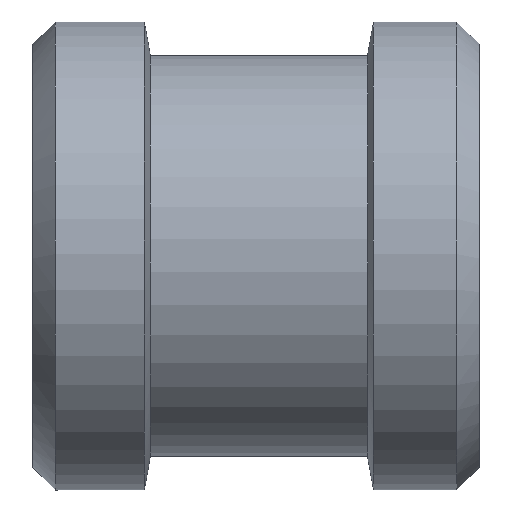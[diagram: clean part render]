
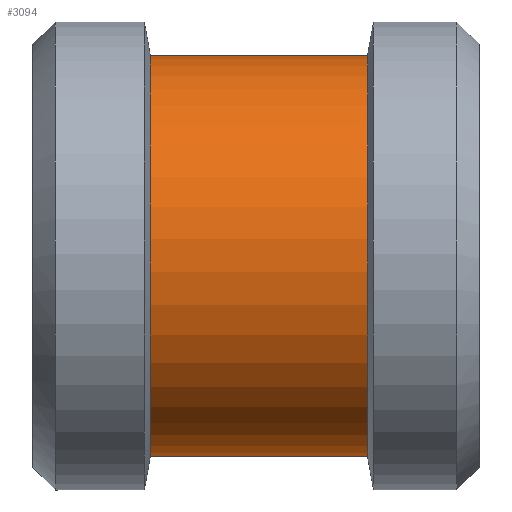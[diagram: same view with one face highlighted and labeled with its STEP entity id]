
A CAD part, front view. The second image highlights one B-rep face of the part: STEP entity #3094.
In plain terms, the highlighted free-form (B-spline) face has degree [2, 1] with [7, 2] control points.
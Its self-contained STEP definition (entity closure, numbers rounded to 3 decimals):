
#3015=CARTESIAN_POINT('V7',(5.,9.,
   0.));
#3016=VERTEX_POINT('V7',#3015);
#3024=CARTESIAN_POINT('E12',(5.,9.,
   0.));
#3025=CARTESIAN_POINT('E12',(5.,9.,
   -15.588));
#3026=CARTESIAN_POINT('E12',(5.,-4.5,
   -7.794));
#3027=CARTESIAN_POINT('E12',(5.,-18.,
   0.));
#3028=CARTESIAN_POINT('E12',(5.,-4.5,
   7.794));
#3029=CARTESIAN_POINT('E12',(5.,9.,
   15.588));
#3030=CARTESIAN_POINT('E12',(5.,9.,
   0.));
#3038=(BOUNDED_CURVE()B_SPLINE_CURVE(2,(#3024,#3025,#3026,#3027,
   #3028,#3029,#3030),.CIRCULAR_ARC.,.T.,.U.)
   B_SPLINE_CURVE_WITH_KNOTS((3,2,2,3),(0.0,3.202,
   6.405,9.607),.UNSPECIFIED.)CURVE()
   GEOMETRIC_REPRESENTATION_ITEM()RATIONAL_B_SPLINE_CURVE((1.0,
   0.5,1.0,0.5,1.0,0.5,1.0)
   )REPRESENTATION_ITEM('E12'));
#3039=EDGE_CURVE('E12',#3016,#3016,#3038,.T.);
#3044=CARTESIAN_POINT('F8',(5.,9.,
   0.));
#3045=CARTESIAN_POINT('F8',(5.,9.,
   -15.588));
#3046=CARTESIAN_POINT('F8',(5.,-4.5,
   -7.794));
#3047=CARTESIAN_POINT('F8',(5.,-18.,
   0.));
#3048=CARTESIAN_POINT('F8',(5.,-4.5,
   7.794));
#3049=CARTESIAN_POINT('F8',(5.,9.,
   15.588));
#3050=CARTESIAN_POINT('F8',(5.,9.,
   0.));
#3051=CARTESIAN_POINT('F8',(-4.736,9.,
   0.));
#3052=CARTESIAN_POINT('F8',(-4.736,9.,
   -15.588));
#3053=CARTESIAN_POINT('F8',(-4.736,-4.5,
   -7.794));
#3054=CARTESIAN_POINT('F8',(-4.736,-18.,
   0.));
#3055=CARTESIAN_POINT('F8',(-4.736,-4.5,
   7.794));
#3056=CARTESIAN_POINT('F8',(-4.736,9.,
   15.588));
#3057=CARTESIAN_POINT('F8',(-4.736,9.,
   0.));
#3065=(BOUNDED_SURFACE()B_SPLINE_SURFACE(2,1,((#3044,#3051),(
   #3045,#3052),(#3046,#3053),(#3047,#3054),(#3048,#3055),(
   #3049,#3056),(#3050,#3057)),.CYLINDRICAL_SURF.,.T.,.F.,.U.)
   B_SPLINE_SURFACE_WITH_KNOTS((3,2,2,3),(2,2),(0.0,
   3.202,6.405,9.607),(0.0,1.0),
   .UNSPECIFIED.)GEOMETRIC_REPRESENTATION_ITEM()
   RATIONAL_B_SPLINE_SURFACE(((1.0,1.0),(0.5,
   0.5),(1.0,1.0),(0.5,
   0.5),(1.0,1.0),(0.5,
   0.5),(1.0,1.0)))REPRESENTATION_ITEM('F8')SURFACE()
   );
#3066=CARTESIAN_POINT('V8',(-4.736,9.,
   0.));
#3067=VERTEX_POINT('V8',#3066);
#3068=CARTESIAN_POINT('E13',(-4.736,9.,
   0.0));
#3069=CARTESIAN_POINT('E13',(5.,9.,0.0)
   );
#3070=QUASI_UNIFORM_CURVE('E13',1,(#3068,#3069),.POLYLINE_FORM.,.F.,
   .U.);
#3071=EDGE_CURVE('E13',#3067,#3016,#3070,.T.);
#3072=ORIENTED_EDGE('E13',*,*,#3071,.T.);
#3073=ORIENTED_EDGE('F7',*,*,#3039,.T.);
#3074=ORIENTED_EDGE('E13',*,*,#3071,.F.);
#3075=CARTESIAN_POINT('E14',(-4.736,9.,
   0.));
#3076=CARTESIAN_POINT('E14',(-4.736,9.,
   -15.588));
#3077=CARTESIAN_POINT('E14',(-4.736,-4.5,
   -7.794));
#3078=CARTESIAN_POINT('E14',(-4.736,-18.,
   0.));
#3079=CARTESIAN_POINT('E14',(-4.736,-4.5,
   7.794));
#3080=CARTESIAN_POINT('E14',(-4.736,9.,
   15.588));
#3081=CARTESIAN_POINT('E14',(-4.736,9.,
   0.));
#3089=(BOUNDED_CURVE()B_SPLINE_CURVE(2,(#3075,#3076,#3077,#3078,
   #3079,#3080,#3081),.CIRCULAR_ARC.,.T.,.U.)
   B_SPLINE_CURVE_WITH_KNOTS((3,2,2,3),(0.0,22.175,
   44.349,66.524),.UNSPECIFIED.)CURVE()
   GEOMETRIC_REPRESENTATION_ITEM()RATIONAL_B_SPLINE_CURVE((1.0,
   0.5,1.0,0.5,1.0,0.5,1.0)
   )REPRESENTATION_ITEM('E14'));
#3090=EDGE_CURVE('E14',#3067,#3067,#3089,.T.);
#3091=ORIENTED_EDGE('E14',*,*,#3090,.F.);
#3092=EDGE_LOOP('F8',(#3072,#3073,#3074,#3091));
#3093=FACE_OUTER_BOUND('F8',#3092,.T.);
#3094=ADVANCED_FACE('F8',(#3093),#3065,.T.);
